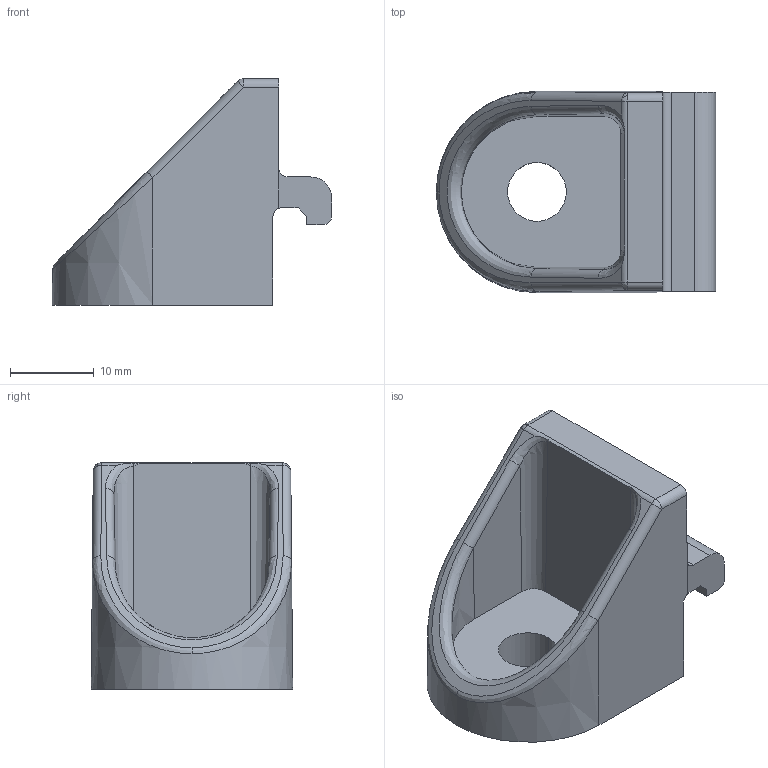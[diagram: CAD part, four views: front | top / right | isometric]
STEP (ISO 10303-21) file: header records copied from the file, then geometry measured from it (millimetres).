
FILE_DESCRIPTION (( 'STEP AP214' ), '1' );
FILE_NAME ('093WK301N06A.STEP', '2014-07-31T07:11:07', ( 'install' ), ( '' ), 'SwSTEP 2.0', 'SolidWorks 2014', '' );
FILE_SCHEMA (( 'AUTOMOTIVE_DESIGN' ));
Length unit declared in the file: millimetre
Products named in the file (1): 093WK301N06A
Bounding box: 33.3 x 24 x 27 mm (x, y, z)
Volume: 7123.6 mm3; surface area: 4078.6 mm2
Topology: 1 solids, 1 shells, 48 faces, 124 edges, 78 vertices
Faces by surface type: plane 21, cylinder 13, bspline 10, cone 4
Entity records: 2635 total; most frequent: CARTESIAN_POINT 952, ORIENTED_EDGE 248, DIRECTION 218, EDGE_CURVE 124, VERTEX_POINT 78, AXIS2_PLACEMENT_3D 75, VECTOR 68, LINE 68
